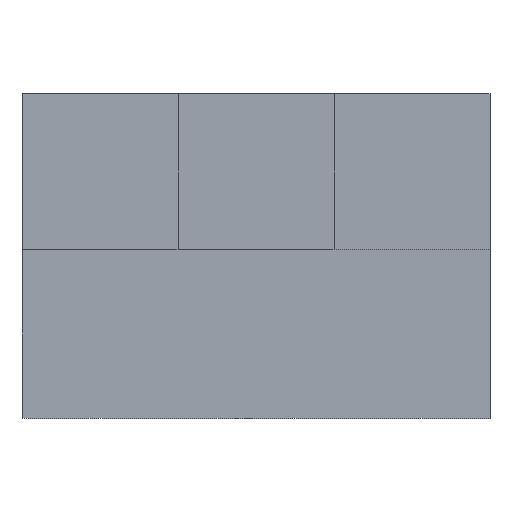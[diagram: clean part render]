
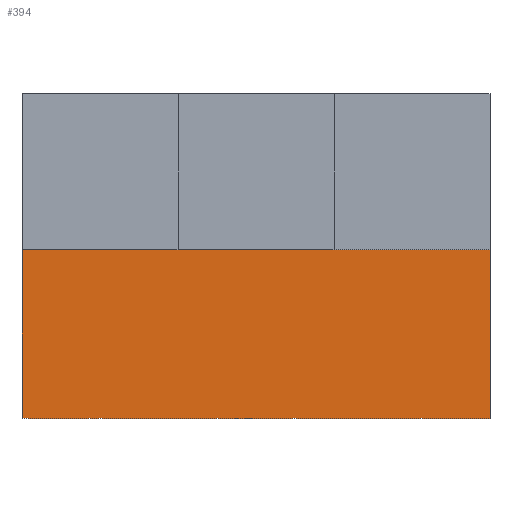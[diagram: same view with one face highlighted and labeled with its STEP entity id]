
A CAD part, front view. The second image highlights one B-rep face of the part: STEP entity #394.
In plain terms, the highlighted planar face has unit normal (0, -1, 0).
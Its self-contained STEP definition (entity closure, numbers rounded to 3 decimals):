
#210=CARTESIAN_POINT('',(-9.0,-35.0,6.5));
#211=VERTEX_POINT('',#210);
#251=CARTESIAN_POINT('',(-9.,-35.0,0.));
#252=VERTEX_POINT('',#251);
#259=CARTESIAN_POINT('',(-9.0,-35.0,6.5));
#260=DIRECTION('',(0.0,0.0,-1.0));
#261=VECTOR('',#260,6.5);
#262=LINE('',#259,#261);
#263=EDGE_CURVE('',#211,#252,#262,.T.);
#352=CARTESIAN_POINT('',(9.0,-35.0,0.));
#353=VERTEX_POINT('',#352);
#360=CARTESIAN_POINT('',(-9.,-35.0,0.));
#361=DIRECTION('',(1.0,0.0,0.0));
#362=VECTOR('',#361,18.);
#363=LINE('',#360,#362);
#364=EDGE_CURVE('',#252,#353,#363,.T.);
#371=CARTESIAN_POINT('',(0.,-35.0,0.));
#372=DIRECTION('',(0.0,-1.0,0.0));
#373=DIRECTION('',(-1.0,0.0,0.0));
#374=AXIS2_PLACEMENT_3D('',#371,#372,#373);
#375=PLANE('',#374);
#376=CARTESIAN_POINT('',(9.0,-35.0,6.5));
#377=VERTEX_POINT('',#376);
#378=CARTESIAN_POINT('',(9.,-35.0,0.));
#379=DIRECTION('',(0.0,0.0,1.0));
#380=VECTOR('',#379,6.5);
#381=LINE('',#378,#380);
#382=EDGE_CURVE('',#353,#377,#381,.T.);
#383=ORIENTED_EDGE('',*,*,#382,.T.);
#384=CARTESIAN_POINT('',(-9.0,-35.0,6.5));
#385=DIRECTION('',(1.0,0.0,0.0));
#386=VECTOR('',#385,18.0);
#387=LINE('',#384,#386);
#388=EDGE_CURVE('',#211,#377,#387,.T.);
#389=ORIENTED_EDGE('',*,*,#388,.F.);
#390=ORIENTED_EDGE('',*,*,#263,.T.);
#391=ORIENTED_EDGE('',*,*,#364,.T.);
#392=EDGE_LOOP('',(#383,#389,#390,#391));
#393=FACE_OUTER_BOUND('',#392,.T.);
#394=ADVANCED_FACE('',(#393),#375,.T.);
